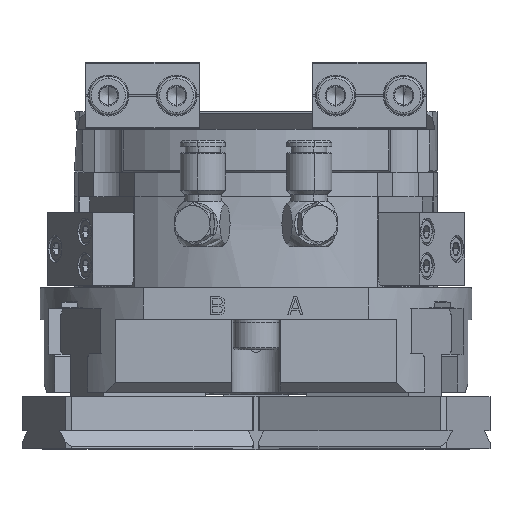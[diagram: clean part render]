
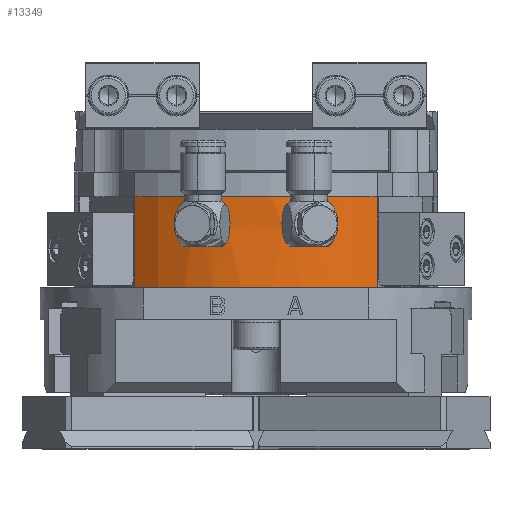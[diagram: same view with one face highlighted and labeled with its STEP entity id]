
A CAD part, top view. The second image highlights one B-rep face of the part: STEP entity #13349.
In plain terms, the highlighted cylindrical face has radius 40 mm (diameter 80 mm), a partial arc.
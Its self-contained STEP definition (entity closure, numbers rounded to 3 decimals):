
#5751=CARTESIAN_POINT('',(0.,0.,0.));
#5752=DIRECTION('',(0.,-1.,0.));
#5753=DIRECTION('',(-0.667,0.,-0.745));
#5754=AXIS2_PLACEMENT_3D('',#5751,#5752,#5753);
#6043=CARTESIAN_POINT('',(14.634,6.,-37.227));
#6044=CARTESIAN_POINT('',(14.634,6.364,-37.227));
#6045=CARTESIAN_POINT('',(14.555,7.074,-37.258));
#6046=CARTESIAN_POINT('',(14.179,8.133,-37.404));
#6047=CARTESIAN_POINT('',(13.584,9.032,-37.625));
#6048=CARTESIAN_POINT('',(12.823,9.739,-37.892));
#6049=CARTESIAN_POINT('',(11.918,10.241,-38.188));
#6050=CARTESIAN_POINT('',(10.905,10.506,-38.49));
#6051=CARTESIAN_POINT('',(9.874,10.516,-38.767));
#6052=CARTESIAN_POINT('',(8.818,10.263,-39.021));
#6053=CARTESIAN_POINT('',(7.841,9.742,-39.227));
#6054=CARTESIAN_POINT('',(7.049,9.031,-39.376));
#6055=CARTESIAN_POINT('',(6.422,8.133,-39.482));
#6056=CARTESIAN_POINT('',(6.024,7.075,-39.544));
#6057=CARTESIAN_POINT('',(5.94,6.365,-39.556));
#6058=CARTESIAN_POINT('',(5.94,6.,-39.556));
#6063=CARTESIAN_POINT('',(5.94,6.,-39.556));
#6064=CARTESIAN_POINT('',(5.94,5.634,-39.556));
#6065=CARTESIAN_POINT('',(6.025,4.923,-39.544));
#6066=CARTESIAN_POINT('',(6.423,3.866,-39.482));
#6067=CARTESIAN_POINT('',(7.047,2.97,-39.376));
#6068=CARTESIAN_POINT('',(7.842,2.258,-39.227));
#6069=CARTESIAN_POINT('',(8.819,1.737,-39.021));
#6070=CARTESIAN_POINT('',(9.872,1.485,-38.768));
#6071=CARTESIAN_POINT('',(10.901,1.493,-38.491));
#6072=CARTESIAN_POINT('',(11.918,1.758,-38.188));
#6073=CARTESIAN_POINT('',(12.822,2.261,-37.893));
#6074=CARTESIAN_POINT('',(13.584,2.968,-37.625));
#6075=CARTESIAN_POINT('',(14.181,3.869,-37.403));
#6076=CARTESIAN_POINT('',(14.556,4.929,-37.258));
#6077=CARTESIAN_POINT('',(14.634,5.637,-37.227));
#6078=CARTESIAN_POINT('',(14.634,6.,-37.227));
#6083=CARTESIAN_POINT('',(-5.94,6.,-39.556));
#6084=CARTESIAN_POINT('',(-5.94,6.366,
-39.556));
#6085=CARTESIAN_POINT('',(-6.025,7.077,
-39.544));
#6086=CARTESIAN_POINT('',(-6.423,8.134,
-39.482));
#6087=CARTESIAN_POINT('',(-7.047,9.029,
-39.376));
#6088=CARTESIAN_POINT('',(-7.842,9.742,
-39.227));
#6089=CARTESIAN_POINT('',(-8.819,10.263,
-39.021));
#6090=CARTESIAN_POINT('',(-9.872,10.515,
-38.768));
#6091=CARTESIAN_POINT('',(-10.901,10.507,
-38.491));
#6092=CARTESIAN_POINT('',(-11.919,10.242,
-38.188));
#6093=CARTESIAN_POINT('',(-12.822,9.739,
-37.893));
#6094=CARTESIAN_POINT('',(-13.584,9.032,
-37.625));
#6095=CARTESIAN_POINT('',(-14.181,8.131,
-37.403));
#6096=CARTESIAN_POINT('',(-14.556,7.071,
-37.258));
#6097=CARTESIAN_POINT('',(-14.634,6.363,
-37.227));
#6098=CARTESIAN_POINT('',(-14.634,6.,-37.227));
#6103=CARTESIAN_POINT('',(-14.634,6.,-37.227));
#6104=CARTESIAN_POINT('',(-14.634,5.636,
-37.227));
#6105=CARTESIAN_POINT('',(-14.555,4.926,
-37.258));
#6106=CARTESIAN_POINT('',(-14.179,3.867,
-37.404));
#6107=CARTESIAN_POINT('',(-13.584,2.968,
-37.625));
#6108=CARTESIAN_POINT('',(-12.823,2.261,
-37.892));
#6109=CARTESIAN_POINT('',(-11.919,1.759,
-38.188));
#6110=CARTESIAN_POINT('',(-10.904,1.494,
-38.49));
#6111=CARTESIAN_POINT('',(-9.873,1.484,
-38.767));
#6112=CARTESIAN_POINT('',(-8.818,1.737,
-39.021));
#6113=CARTESIAN_POINT('',(-7.841,2.259,
-39.227));
#6114=CARTESIAN_POINT('',(-7.049,2.969,
-39.376));
#6115=CARTESIAN_POINT('',(-6.422,3.867,
-39.482));
#6116=CARTESIAN_POINT('',(-6.024,4.925,
-39.544));
#6117=CARTESIAN_POINT('',(-5.94,5.635,
-39.556));
#6118=CARTESIAN_POINT('',(-5.94,6.,-39.556));
#6123=DIRECTION('',(0.,-1.,0.));
#6124=VECTOR('',#6123,20.);
#6125=CARTESIAN_POINT('',(26.664,20.,-29.817));
#6126=LINE('',#6125,#6124);
#6130=CARTESIAN_POINT('',(0.,20.,0.));
#6131=DIRECTION('',(0.,1.,0.));
#6132=DIRECTION('',(0.667,0.,-0.745));
#6133=AXIS2_PLACEMENT_3D('',#6130,#6131,#6132);
#6138=DIRECTION('',(0.,-1.,0.));
#6139=VECTOR('',#6138,20.);
#6140=CARTESIAN_POINT('',(-26.664,20.,-29.817));
#6141=LINE('',#6140,#6139);
#11513=VERTEX_POINT('',#6043);
#11514=VERTEX_POINT('',#6058);
#11621=VERTEX_POINT('',#6083);
#11622=VERTEX_POINT('',#6098);
#11659=CARTESIAN_POINT('',(-26.664,20.,-29.817));
#11660=CARTESIAN_POINT('',(-26.664,0.,-29.817));
#11661=VERTEX_POINT('',#11659);
#11662=VERTEX_POINT('',#11660);
#11667=CARTESIAN_POINT('',(26.664,20.,-29.817));
#11668=CARTESIAN_POINT('',(26.664,0.,-29.817));
#11669=VERTEX_POINT('',#11667);
#11670=VERTEX_POINT('',#11668);
#13324=CARTESIAN_POINT('',(0.,0.,0.));
#13325=DIRECTION('',(0.,-1.,0.));
#13326=DIRECTION('',(1.,0.,0.));
#13327=AXIS2_PLACEMENT_3D('',#13324,#13325,#13326);
#13328=CYLINDRICAL_SURFACE('',#13327,40.);
#13330=ORIENTED_EDGE('',*,*,#13329,.F.);
#13332=ORIENTED_EDGE('',*,*,#13331,.T.);
#13334=ORIENTED_EDGE('',*,*,#13333,.T.);
#13335=ORIENTED_EDGE('',*,*,#13096,.T.);
#13336=EDGE_LOOP('',(#13330,#13332,#13334,#13335));
#13337=FACE_OUTER_BOUND('',#13336,.F.);
#13339=ORIENTED_EDGE('',*,*,#13338,.F.);
#13341=ORIENTED_EDGE('',*,*,#13340,.F.);
#13342=EDGE_LOOP('',(#13339,#13341));
#13343=FACE_BOUND('',#13342,.F.);
#13344=ORIENTED_EDGE('',*,*,#13314,.F.);
#13346=ORIENTED_EDGE('',*,*,#13345,.F.);
#13347=EDGE_LOOP('',(#13344,#13346));
#13348=FACE_BOUND('',#13347,.F.);
#13349=ADVANCED_FACE('',(#13337,#13343,#13348),#13328,.T.);
#5755=CIRCLE('',#5754,40.);
#6059=B_SPLINE_CURVE_WITH_KNOTS('',3,(#6043,#6044,#6045,#6046,#6047,#6048,#6049,
#6050,#6051,#6052,#6053,#6054,#6055,#6056,#6057,#6058),.UNSPECIFIED.,.F.,.F.,(4,
1,1,1,1,1,1,1,1,1,1,1,1,4),(0.,0.077,0.154,
0.231,0.308,0.385,0.462,
0.538,0.615,0.692,0.769,
0.846,0.923,1.),.UNSPECIFIED.);
#6079=B_SPLINE_CURVE_WITH_KNOTS('',3,(#6063,#6064,#6065,#6066,#6067,#6068,#6069,
#6070,#6071,#6072,#6073,#6074,#6075,#6076,#6077,#6078),.UNSPECIFIED.,.F.,.F.,(4,
1,1,1,1,1,1,1,1,1,1,1,1,4),(0.,0.077,0.154,
0.231,0.308,0.385,0.462,
0.538,0.615,0.692,0.769,
0.846,0.923,1.),.UNSPECIFIED.);
#6099=B_SPLINE_CURVE_WITH_KNOTS('',3,(#6083,#6084,#6085,#6086,#6087,#6088,#6089,
#6090,#6091,#6092,#6093,#6094,#6095,#6096,#6097,#6098),.UNSPECIFIED.,.F.,.F.,(4,
1,1,1,1,1,1,1,1,1,1,1,1,4),(0.,0.077,0.154,
0.231,0.308,0.385,0.462,
0.538,0.615,0.692,0.769,
0.846,0.923,1.),.UNSPECIFIED.);
#6119=B_SPLINE_CURVE_WITH_KNOTS('',3,(#6103,#6104,#6105,#6106,#6107,#6108,#6109,
#6110,#6111,#6112,#6113,#6114,#6115,#6116,#6117,#6118),.UNSPECIFIED.,.F.,.F.,(4,
1,1,1,1,1,1,1,1,1,1,1,1,4),(0.,0.077,0.154,
0.231,0.308,0.385,0.462,
0.538,0.615,0.692,0.769,
0.846,0.923,1.),.UNSPECIFIED.);
#6134=CIRCLE('',#6133,40.);
#13096=EDGE_CURVE('',#11662,#11670,#5755,.T.);
#13314=EDGE_CURVE('',#11621,#11622,#6099,.T.);
#13329=EDGE_CURVE('',#11669,#11670,#6126,.T.);
#13331=EDGE_CURVE('',#11669,#11661,#6134,.T.);
#13333=EDGE_CURVE('',#11661,#11662,#6141,.T.);
#13338=EDGE_CURVE('',#11513,#11514,#6059,.T.);
#13340=EDGE_CURVE('',#11514,#11513,#6079,.T.);
#13345=EDGE_CURVE('',#11622,#11621,#6119,.T.);
